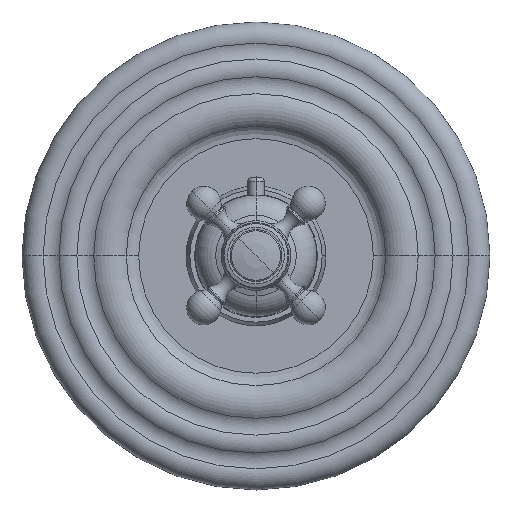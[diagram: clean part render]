
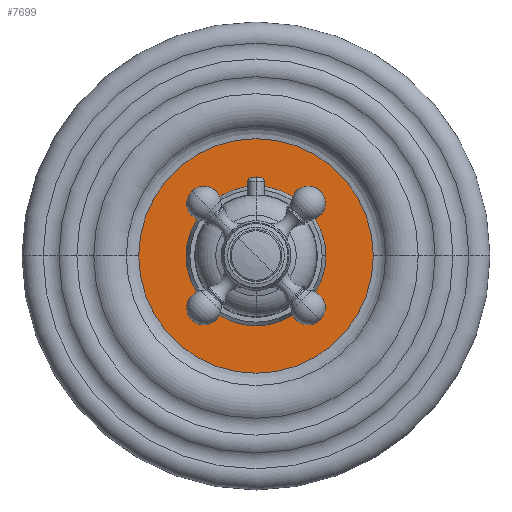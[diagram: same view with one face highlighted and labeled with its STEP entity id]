
A CAD part, top view. The second image highlights one B-rep face of the part: STEP entity #7699.
In plain terms, the highlighted planar face has unit normal (0, 0, 1).
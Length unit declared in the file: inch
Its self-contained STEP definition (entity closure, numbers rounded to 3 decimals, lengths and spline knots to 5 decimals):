
#120=CARTESIAN_POINT('',(0.,0.,0.31244));
#121=DIRECTION('',(0.,0.,-1.));
#122=DIRECTION('',(1.,0.,0.));
#123=AXIS2_PLACEMENT_3D('',#120,#121,#122);
#130=CARTESIAN_POINT('',(0.,0.,0.31244));
#131=DIRECTION('',(0.,0.,-1.));
#132=DIRECTION('',(-1.,0.,0.));
#133=AXIS2_PLACEMENT_3D('',#130,#131,#132);
#135=CARTESIAN_POINT('',(0.,0.,0.31244));
#136=DIRECTION('',(0.,0.,-1.));
#137=DIRECTION('',(1.,0.,0.));
#138=AXIS2_PLACEMENT_3D('',#135,#136,#137);
#140=CARTESIAN_POINT('',(0.,0.,0.31244));
#141=DIRECTION('',(0.,0.,1.));
#142=DIRECTION('',(1.,0.,0.));
#143=AXIS2_PLACEMENT_3D('',#140,#141,#142);
#6328=CARTESIAN_POINT('',(1.87952,0.,0.31244));
#6329=CARTESIAN_POINT('',(-1.87952,0.,0.31244));
#6330=VERTEX_POINT('',#6328);
#6331=VERTEX_POINT('',#6329);
#6336=CARTESIAN_POINT('',(-1.12,0.,0.31244));
#6337=CARTESIAN_POINT('',(1.12,0.,0.31244));
#6338=VERTEX_POINT('',#6336);
#6339=VERTEX_POINT('',#6337);
#7683=CARTESIAN_POINT('',(0.,0.,0.31244));
#7684=DIRECTION('',(0.,0.,-1.));
#7685=DIRECTION('',(-1.,0.,0.));
#7686=AXIS2_PLACEMENT_3D('',#7683,#7684,#7685);
#7687=PLANE('',#7686);
#7688=ORIENTED_EDGE('',*,*,#7673,.T.);
#7690=ORIENTED_EDGE('',*,*,#7689,.F.);
#7691=EDGE_LOOP('',(#7688,#7690));
#7692=FACE_OUTER_BOUND('',#7691,.F.);
#7694=ORIENTED_EDGE('',*,*,#7693,.F.);
#7696=ORIENTED_EDGE('',*,*,#7695,.F.);
#7697=EDGE_LOOP('',(#7694,#7696));
#7698=FACE_BOUND('',#7697,.F.);
#7699=ADVANCED_FACE('',(#7692,#7698),#7687,.F.);
#124=CIRCLE('',#123,1.87952);
#134=CIRCLE('',#133,1.12);
#139=CIRCLE('',#138,1.12);
#144=CIRCLE('',#143,1.87952);
#7673=EDGE_CURVE('',#6330,#6331,#124,.T.);
#7689=EDGE_CURVE('',#6330,#6331,#144,.T.);
#7693=EDGE_CURVE('',#6338,#6339,#134,.T.);
#7695=EDGE_CURVE('',#6339,#6338,#139,.T.);
